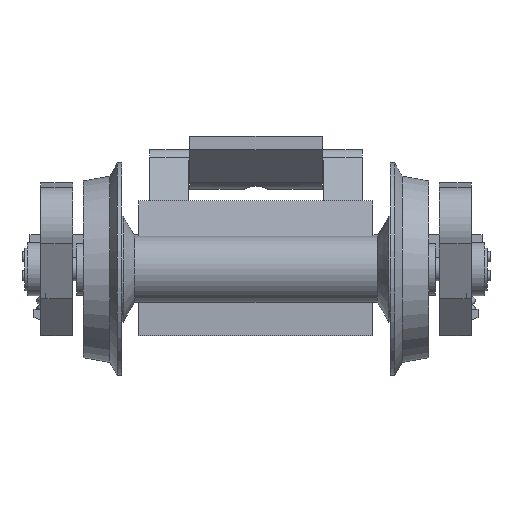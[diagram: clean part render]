
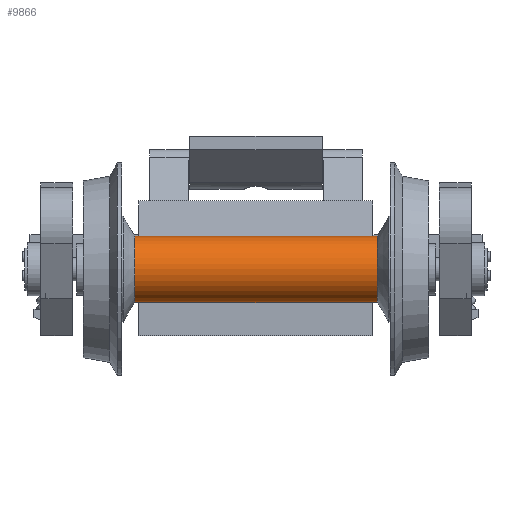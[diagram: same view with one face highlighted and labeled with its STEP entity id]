
A CAD part, front view. The second image highlights one B-rep face of the part: STEP entity #9866.
In plain terms, the highlighted cylindrical face has radius 2.5 mm (diameter 5 mm), a full revolution.
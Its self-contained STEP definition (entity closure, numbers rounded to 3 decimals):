
#412=CYLINDRICAL_SURFACE('',#10619,2.5);
#1038=FACE_OUTER_BOUND('',#1628,.T.);
#1628=EDGE_LOOP('',(#6929,#6930,#6931,#6932));
#2286=LINE('',#14221,#3241);
#3241=VECTOR('',#11551,2.5);
#4199=CIRCLE('',#10610,2.5);
#4204=CIRCLE('',#10620,2.5);
#4459=VERTEX_POINT('',#14200);
#4464=VERTEX_POINT('',#14219);
#5422=EDGE_CURVE('',#4459,#4459,#4199,.T.);
#5430=EDGE_CURVE('',#4464,#4464,#4204,.T.);
#5431=EDGE_CURVE('',#4464,#4459,#2286,.T.);
#6929=ORIENTED_EDGE('',*,*,#5430,.F.);
#6930=ORIENTED_EDGE('',*,*,#5431,.T.);
#6931=ORIENTED_EDGE('',*,*,#5422,.T.);
#6932=ORIENTED_EDGE('',*,*,#5431,.F.);
#9866=ADVANCED_FACE('',(#1038),#412,.T.);
#10610=AXIS2_PLACEMENT_3D('',#14202,#11526,#11527);
#10619=AXIS2_PLACEMENT_3D('',#14218,#11547,#11548);
#10620=AXIS2_PLACEMENT_3D('',#14220,#11549,#11550);
#11526=DIRECTION('center_axis',(1.,0.,0.));
#11527=DIRECTION('ref_axis',(0.,0.,-1.));
#11547=DIRECTION('center_axis',(1.,0.,0.));
#11548=DIRECTION('ref_axis',(0.,1.,0.));
#11549=DIRECTION('center_axis',(1.,0.,0.));
#11550=DIRECTION('ref_axis',(0.,0.,-1.));
#11551=DIRECTION('',(-1.,0.,0.));
#14200=CARTESIAN_POINT('',(-9.134,-17.,0.));
#14202=CARTESIAN_POINT('Origin',(-9.134,-14.5,0.));
#14218=CARTESIAN_POINT('Origin',(4.567,-14.5,0.));
#14219=CARTESIAN_POINT('',(9.134,-17.,0.));
#14220=CARTESIAN_POINT('Origin',(9.134,-14.5,0.));
#14221=CARTESIAN_POINT('',(4.567,-17.,0.));
